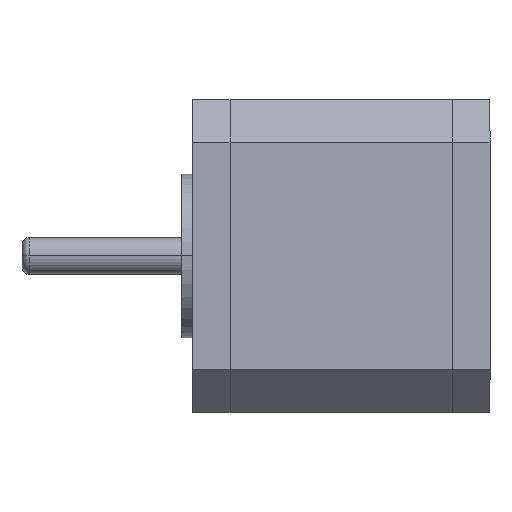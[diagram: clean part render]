
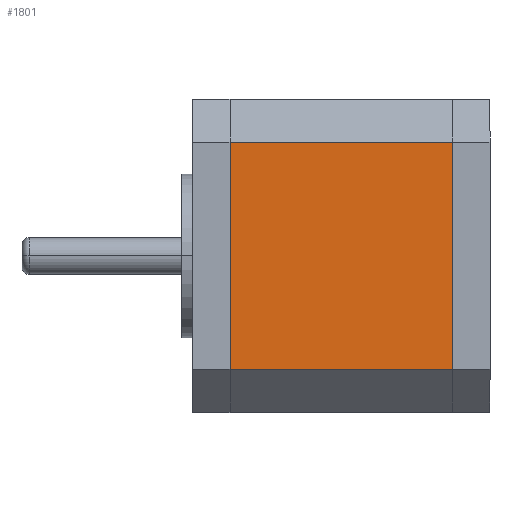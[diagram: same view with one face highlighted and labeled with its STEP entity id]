
A CAD part, top view. The second image highlights one B-rep face of the part: STEP entity #1801.
In plain terms, the highlighted planar face has unit normal (0, 0, 1).
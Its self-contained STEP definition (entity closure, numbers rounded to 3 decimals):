
#11 = FACE_OUTER_BOUND ( 'NONE', #632, .T. ) ;
#83 = VECTOR ( 'NONE', #953, 1000. ) ;
#129 = EDGE_CURVE ( 'NONE', #1276, #2061, #699, .T. ) ;
#142 = EDGE_CURVE ( 'NONE', #1254, #2061, #538, .T. ) ;
#307 = VECTOR ( 'NONE', #1382, 1000. ) ;
#481 = AXIS2_PLACEMENT_3D ( 'NONE', #1195, #1341, #1353 ) ;
#483 = DIRECTION ( 'NONE',  ( 0., -1., 0. ) ) ;
#508 = CARTESIAN_POINT ( 'NONE',  ( 2.379, 21.084, 74.406 ) ) ;
#513 = VECTOR ( 'NONE', #483, 1000. ) ;
#519 = CARTESIAN_POINT ( 'NONE',  ( 2.379, 21.084, 74.406 ) ) ;
#536 = VERTEX_POINT ( 'NONE', #1191 ) ;
#538 = LINE ( 'NONE', #508, #577 ) ;
#577 = VECTOR ( 'NONE', #1546, 1000. ) ;
#601 = LINE ( 'NONE', #1280, #83 ) ;
#632 = EDGE_LOOP ( 'NONE', ( #803, #1116, #661, #1307 ) ) ;
#639 = LINE ( 'NONE', #1321, #513 ) ;
#661 = ORIENTED_EDGE ( 'NONE', *, *, #1849, .F. ) ;
#699 = LINE ( 'NONE', #863, #307 ) ;
#732 = CARTESIAN_POINT ( 'NONE',  ( 2.379, 51.684, 74.406 ) ) ;
#803 = ORIENTED_EDGE ( 'NONE', *, *, #142, .T. ) ;
#850 = CARTESIAN_POINT ( 'NONE',  ( 32.379, 21.084, 74.406 ) ) ;
#863 = CARTESIAN_POINT ( 'NONE',  ( 32.379, 21.084, 74.406 ) ) ;
#953 = DIRECTION ( 'NONE',  ( -1., 0., 0. ) ) ;
#1116 = ORIENTED_EDGE ( 'NONE', *, *, #129, .F. ) ;
#1173 = PLANE ( 'NONE',  #481 ) ;
#1191 = CARTESIAN_POINT ( 'NONE',  ( 32.379, 51.684, 74.406 ) ) ;
#1195 = CARTESIAN_POINT ( 'NONE',  ( 32.379, 21.084, 74.406 ) ) ;
#1254 = VERTEX_POINT ( 'NONE', #732 ) ;
#1276 = VERTEX_POINT ( 'NONE', #850 ) ;
#1280 = CARTESIAN_POINT ( 'NONE',  ( 32.379, 51.684, 74.406 ) ) ;
#1307 = ORIENTED_EDGE ( 'NONE', *, *, #1324, .T. ) ;
#1321 = CARTESIAN_POINT ( 'NONE',  ( 32.379, 21.084, 74.406 ) ) ;
#1324 = EDGE_CURVE ( 'NONE', #536, #1254, #601, .T. ) ;
#1341 = DIRECTION ( 'NONE',  ( 0., 0., -1. ) ) ;
#1353 = DIRECTION ( 'NONE',  ( 0., 1., 0. ) ) ;
#1382 = DIRECTION ( 'NONE',  ( -1., 0., 0. ) ) ;
#1546 = DIRECTION ( 'NONE',  ( 0., -1., 0. ) ) ;
#1801 = ADVANCED_FACE ( 'NONE', ( #11 ), #1173, .F. ) ;
#1849 = EDGE_CURVE ( 'NONE', #536, #1276, #639, .T. ) ;
#2061 = VERTEX_POINT ( 'NONE', #519 ) ;
